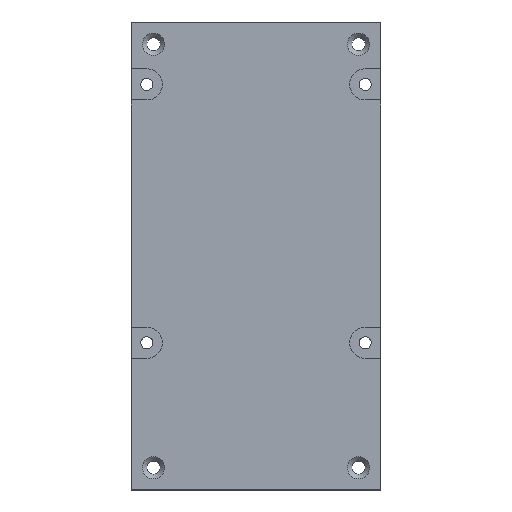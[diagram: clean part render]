
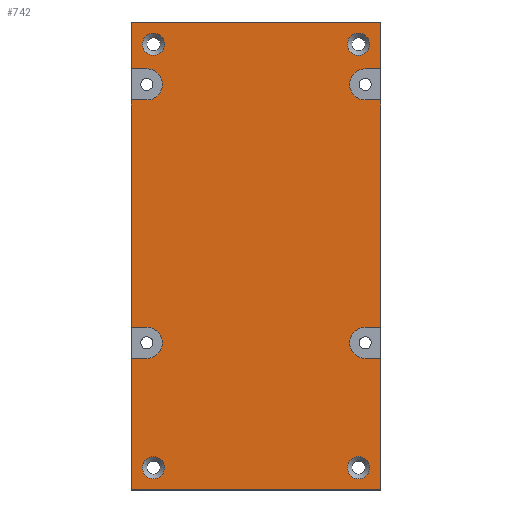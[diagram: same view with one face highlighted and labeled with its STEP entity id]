
A CAD part, top view. The second image highlights one B-rep face of the part: STEP entity #742.
In plain terms, the highlighted planar face has unit normal (0, 0, 1).
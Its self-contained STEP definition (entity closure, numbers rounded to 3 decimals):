
#23=FACE_BOUND('',#117,.T.);
#24=FACE_BOUND('',#118,.T.);
#25=FACE_BOUND('',#119,.T.);
#26=FACE_BOUND('',#120,.T.);
#43=PLANE('',#812);
#70=FACE_OUTER_BOUND('',#116,.T.);
#116=EDGE_LOOP('',(#537,#538,#539,#540,#541,#542,#543,#544,#545,#546,#547,
#548,#549,#550,#551,#552,#553,#554,#555,#556));
#117=EDGE_LOOP('',(#557));
#118=EDGE_LOOP('',(#558));
#119=EDGE_LOOP('',(#559));
#120=EDGE_LOOP('',(#560));
#170=LINE('',#1139,#238);
#171=LINE('',#1141,#239);
#172=LINE('',#1143,#240);
#173=LINE('',#1145,#241);
#174=LINE('',#1147,#242);
#175=LINE('',#1151,#243);
#176=LINE('',#1153,#244);
#177=LINE('',#1155,#245);
#178=LINE('',#1159,#246);
#179=LINE('',#1161,#247);
#180=LINE('',#1163,#248);
#181=LINE('',#1165,#249);
#182=LINE('',#1167,#250);
#183=LINE('',#1171,#251);
#184=LINE('',#1173,#252);
#185=LINE('',#1175,#253);
#238=VECTOR('',#922,10.);
#239=VECTOR('',#923,10.);
#240=VECTOR('',#924,10.);
#241=VECTOR('',#925,10.);
#242=VECTOR('',#926,10.);
#243=VECTOR('',#929,10.);
#244=VECTOR('',#930,10.);
#245=VECTOR('',#931,10.);
#246=VECTOR('',#934,10.);
#247=VECTOR('',#935,10.);
#248=VECTOR('',#936,10.);
#249=VECTOR('',#937,10.);
#250=VECTOR('',#938,10.);
#251=VECTOR('',#941,10.);
#252=VECTOR('',#942,10.);
#253=VECTOR('',#943,10.);
#313=CIRCLE('',#810,2.5);
#315=CIRCLE('',#813,3.5);
#316=CIRCLE('',#814,3.5);
#317=CIRCLE('',#815,3.5);
#318=CIRCLE('',#816,3.5);
#319=CIRCLE('',#817,2.5);
#320=CIRCLE('',#818,2.5);
#321=CIRCLE('',#819,2.5);
#349=VERTEX_POINT('',#1131);
#351=VERTEX_POINT('',#1137);
#352=VERTEX_POINT('',#1138);
#353=VERTEX_POINT('',#1140);
#354=VERTEX_POINT('',#1142);
#355=VERTEX_POINT('',#1144);
#356=VERTEX_POINT('',#1146);
#357=VERTEX_POINT('',#1148);
#358=VERTEX_POINT('',#1150);
#359=VERTEX_POINT('',#1152);
#360=VERTEX_POINT('',#1154);
#361=VERTEX_POINT('',#1156);
#362=VERTEX_POINT('',#1158);
#363=VERTEX_POINT('',#1160);
#364=VERTEX_POINT('',#1162);
#365=VERTEX_POINT('',#1164);
#366=VERTEX_POINT('',#1166);
#367=VERTEX_POINT('',#1168);
#368=VERTEX_POINT('',#1170);
#369=VERTEX_POINT('',#1172);
#370=VERTEX_POINT('',#1174);
#371=VERTEX_POINT('',#1177);
#372=VERTEX_POINT('',#1179);
#373=VERTEX_POINT('',#1181);
#421=EDGE_CURVE('',#349,#349,#313,.T.);
#424=EDGE_CURVE('',#351,#352,#170,.T.);
#425=EDGE_CURVE('',#352,#353,#171,.T.);
#426=EDGE_CURVE('',#353,#354,#172,.T.);
#427=EDGE_CURVE('',#354,#355,#173,.T.);
#428=EDGE_CURVE('',#355,#356,#174,.T.);
#429=EDGE_CURVE('',#356,#357,#315,.T.);
#430=EDGE_CURVE('',#357,#358,#175,.T.);
#431=EDGE_CURVE('',#358,#359,#176,.T.);
#432=EDGE_CURVE('',#359,#360,#177,.T.);
#433=EDGE_CURVE('',#360,#361,#316,.T.);
#434=EDGE_CURVE('',#361,#362,#178,.T.);
#435=EDGE_CURVE('',#362,#363,#179,.T.);
#436=EDGE_CURVE('',#363,#364,#180,.T.);
#437=EDGE_CURVE('',#364,#365,#181,.T.);
#438=EDGE_CURVE('',#365,#366,#182,.T.);
#439=EDGE_CURVE('',#366,#367,#317,.T.);
#440=EDGE_CURVE('',#367,#368,#183,.T.);
#441=EDGE_CURVE('',#368,#369,#184,.T.);
#442=EDGE_CURVE('',#369,#370,#185,.T.);
#443=EDGE_CURVE('',#370,#351,#318,.T.);
#444=EDGE_CURVE('',#371,#371,#319,.T.);
#445=EDGE_CURVE('',#372,#372,#320,.T.);
#446=EDGE_CURVE('',#373,#373,#321,.T.);
#537=ORIENTED_EDGE('',*,*,#424,.T.);
#538=ORIENTED_EDGE('',*,*,#425,.T.);
#539=ORIENTED_EDGE('',*,*,#426,.T.);
#540=ORIENTED_EDGE('',*,*,#427,.T.);
#541=ORIENTED_EDGE('',*,*,#428,.T.);
#542=ORIENTED_EDGE('',*,*,#429,.T.);
#543=ORIENTED_EDGE('',*,*,#430,.T.);
#544=ORIENTED_EDGE('',*,*,#431,.T.);
#545=ORIENTED_EDGE('',*,*,#432,.T.);
#546=ORIENTED_EDGE('',*,*,#433,.T.);
#547=ORIENTED_EDGE('',*,*,#434,.T.);
#548=ORIENTED_EDGE('',*,*,#435,.T.);
#549=ORIENTED_EDGE('',*,*,#436,.T.);
#550=ORIENTED_EDGE('',*,*,#437,.T.);
#551=ORIENTED_EDGE('',*,*,#438,.T.);
#552=ORIENTED_EDGE('',*,*,#439,.T.);
#553=ORIENTED_EDGE('',*,*,#440,.T.);
#554=ORIENTED_EDGE('',*,*,#441,.T.);
#555=ORIENTED_EDGE('',*,*,#442,.T.);
#556=ORIENTED_EDGE('',*,*,#443,.T.);
#557=ORIENTED_EDGE('',*,*,#444,.F.);
#558=ORIENTED_EDGE('',*,*,#445,.F.);
#559=ORIENTED_EDGE('',*,*,#446,.F.);
#560=ORIENTED_EDGE('',*,*,#421,.F.);
#742=ADVANCED_FACE('',(#70,#23,#24,#25,#26),#43,.T.);
#810=AXIS2_PLACEMENT_3D('',#1132,#915,#916);
#812=AXIS2_PLACEMENT_3D('',#1136,#920,#921);
#813=AXIS2_PLACEMENT_3D('',#1149,#927,#928);
#814=AXIS2_PLACEMENT_3D('',#1157,#932,#933);
#815=AXIS2_PLACEMENT_3D('',#1169,#939,#940);
#816=AXIS2_PLACEMENT_3D('',#1176,#944,#945);
#817=AXIS2_PLACEMENT_3D('',#1178,#946,#947);
#818=AXIS2_PLACEMENT_3D('',#1180,#948,#949);
#819=AXIS2_PLACEMENT_3D('',#1182,#950,#951);
#915=DIRECTION('center_axis',(0.,0.,1.));
#916=DIRECTION('ref_axis',(-1.,0.,0.));
#920=DIRECTION('center_axis',(0.,0.,1.));
#921=DIRECTION('ref_axis',(1.,0.,0.));
#922=DIRECTION('',(-1.,0.,0.));
#923=DIRECTION('',(0.,-1.,0.));
#924=DIRECTION('',(1.,0.,0.));
#925=DIRECTION('',(0.,1.,0.));
#926=DIRECTION('',(-1.,0.,0.));
#927=DIRECTION('center_axis',(0.,0.,-1.));
#928=DIRECTION('ref_axis',(-1.,0.,0.));
#929=DIRECTION('',(1.,0.,0.));
#930=DIRECTION('',(0.,1.,0.));
#931=DIRECTION('',(-1.,0.,0.));
#932=DIRECTION('center_axis',(0.,0.,-1.));
#933=DIRECTION('ref_axis',(-1.,0.,0.));
#934=DIRECTION('',(1.,0.,0.));
#935=DIRECTION('',(0.,1.,0.));
#936=DIRECTION('',(-1.,0.,0.));
#937=DIRECTION('',(0.,-1.,0.));
#938=DIRECTION('',(1.,0.,0.));
#939=DIRECTION('center_axis',(0.,0.,-1.));
#940=DIRECTION('ref_axis',(-1.,0.,0.));
#941=DIRECTION('',(-1.,0.,0.));
#942=DIRECTION('',(0.,-1.,0.));
#943=DIRECTION('',(1.,0.,0.));
#944=DIRECTION('center_axis',(0.,0.,-1.));
#945=DIRECTION('ref_axis',(-1.,0.,0.));
#946=DIRECTION('center_axis',(0.,0.,1.));
#947=DIRECTION('ref_axis',(-1.,0.,0.));
#948=DIRECTION('center_axis',(0.,0.,1.));
#949=DIRECTION('ref_axis',(-1.,0.,0.));
#950=DIRECTION('center_axis',(0.,0.,1.));
#951=DIRECTION('ref_axis',(-1.,0.,0.));
#1131=CARTESIAN_POINT('',(7.5,100.,5.));
#1132=CARTESIAN_POINT('Origin',(5.,100.,5.));
#1136=CARTESIAN_POINT('Origin',(28.,52.5,5.));
#1137=CARTESIAN_POINT('',(3.5,29.5,5.));
#1138=CARTESIAN_POINT('',(0.,29.5,5.));
#1139=CARTESIAN_POINT('',(14.,29.5,5.));
#1140=CARTESIAN_POINT('',(0.,0.,5.));
#1141=CARTESIAN_POINT('',(0.,105.,5.));
#1142=CARTESIAN_POINT('',(56.,0.,5.));
#1143=CARTESIAN_POINT('',(0.,0.,5.));
#1144=CARTESIAN_POINT('',(56.,29.5,5.));
#1145=CARTESIAN_POINT('',(56.,0.,5.));
#1146=CARTESIAN_POINT('',(52.5,29.5,5.));
#1147=CARTESIAN_POINT('',(40.25,29.5,5.));
#1148=CARTESIAN_POINT('',(52.5,36.5,5.));
#1149=CARTESIAN_POINT('Origin',(52.5,33.,5.));
#1150=CARTESIAN_POINT('',(56.,36.5,5.));
#1151=CARTESIAN_POINT('',(42.,36.5,5.));
#1152=CARTESIAN_POINT('',(56.,87.5,5.));
#1153=CARTESIAN_POINT('',(56.,0.,5.));
#1154=CARTESIAN_POINT('',(52.5,87.5,5.));
#1155=CARTESIAN_POINT('',(40.25,87.5,5.));
#1156=CARTESIAN_POINT('',(52.5,94.5,5.));
#1157=CARTESIAN_POINT('Origin',(52.5,91.,5.));
#1158=CARTESIAN_POINT('',(56.,94.5,5.));
#1159=CARTESIAN_POINT('',(42.,94.5,5.));
#1160=CARTESIAN_POINT('',(56.,105.,5.));
#1161=CARTESIAN_POINT('',(56.,0.,5.));
#1162=CARTESIAN_POINT('',(0.,105.,5.));
#1163=CARTESIAN_POINT('',(56.,105.,5.));
#1164=CARTESIAN_POINT('',(0.,94.5,5.));
#1165=CARTESIAN_POINT('',(0.,105.,5.));
#1166=CARTESIAN_POINT('',(3.5,94.5,5.));
#1167=CARTESIAN_POINT('',(15.75,94.5,5.));
#1168=CARTESIAN_POINT('',(3.5,87.5,5.));
#1169=CARTESIAN_POINT('Origin',(3.5,91.,5.));
#1170=CARTESIAN_POINT('',(0.,87.5,5.));
#1171=CARTESIAN_POINT('',(14.,87.5,5.));
#1172=CARTESIAN_POINT('',(0.,36.5,5.));
#1173=CARTESIAN_POINT('',(0.,105.,5.));
#1174=CARTESIAN_POINT('',(3.5,36.5,5.));
#1175=CARTESIAN_POINT('',(15.75,36.5,5.));
#1176=CARTESIAN_POINT('Origin',(3.5,33.,5.));
#1177=CARTESIAN_POINT('',(53.5,100.,5.));
#1178=CARTESIAN_POINT('Origin',(51.,100.,5.));
#1179=CARTESIAN_POINT('',(7.5,5.,5.));
#1180=CARTESIAN_POINT('Origin',(5.,5.,5.));
#1181=CARTESIAN_POINT('',(53.5,5.,5.));
#1182=CARTESIAN_POINT('Origin',(51.,5.,5.));
